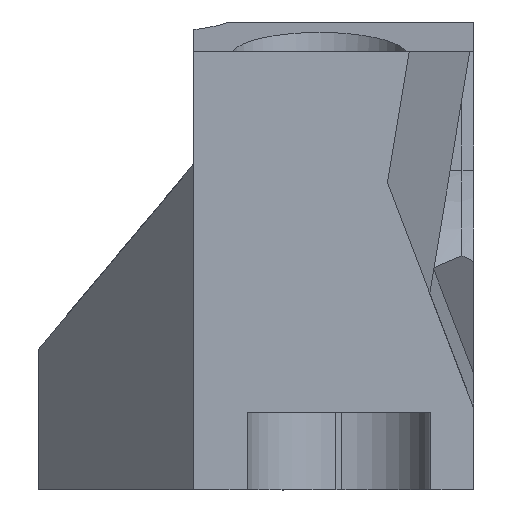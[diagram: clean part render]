
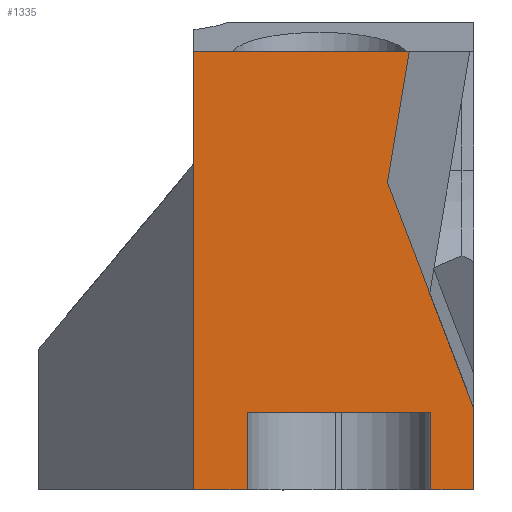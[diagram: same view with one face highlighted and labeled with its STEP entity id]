
A CAD part, front view. The second image highlights one B-rep face of the part: STEP entity #1335.
In plain terms, the highlighted planar face has unit normal (0, -1, 0).
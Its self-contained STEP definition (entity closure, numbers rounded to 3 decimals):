
#91=PLANE('',#1441);
#160=FACE_OUTER_BOUND('',#236,.T.);
#236=EDGE_LOOP('',(#1222,#1223,#1224,#1225,#1226,#1227,#1228,#1229,#1230,
#1231));
#263=LINE('',#1834,#413);
#267=LINE('',#1846,#417);
#275=LINE('',#1865,#425);
#284=LINE('',#1883,#434);
#308=LINE('',#1970,#458);
#313=LINE('',#1979,#463);
#324=LINE('',#2011,#474);
#334=LINE('',#2056,#484);
#350=LINE('',#2322,#500);
#391=LINE('',#2688,#541);
#413=VECTOR('',#1486,10.);
#417=VECTOR('',#1494,10.);
#425=VECTOR('',#1510,10.);
#434=VECTOR('',#1523,10.);
#458=VECTOR('',#1595,10.);
#463=VECTOR('',#1608,10.);
#474=VECTOR('',#1645,10.);
#484=VECTOR('',#1663,10.);
#500=VECTOR('',#1685,10.);
#541=VECTOR('',#1766,10.);
#588=VERTEX_POINT('',#1831);
#589=VERTEX_POINT('',#1833);
#594=VERTEX_POINT('',#1843);
#595=VERTEX_POINT('',#1845);
#602=VERTEX_POINT('',#1864);
#608=VERTEX_POINT('',#1881);
#609=VERTEX_POINT('',#1882);
#644=VERTEX_POINT('',#2010);
#653=VERTEX_POINT('',#2055);
#666=VERTEX_POINT('',#2320);
#715=EDGE_CURVE('',#589,#588,#263,.T.);
#721=EDGE_CURVE('',#595,#594,#267,.T.);
#731=EDGE_CURVE('',#602,#595,#275,.T.);
#740=EDGE_CURVE('',#608,#609,#284,.T.);
#778=EDGE_CURVE('',#594,#608,#308,.T.);
#783=EDGE_CURVE('',#609,#589,#313,.T.);
#798=EDGE_CURVE('',#602,#644,#324,.T.);
#810=EDGE_CURVE('',#644,#653,#334,.T.);
#830=EDGE_CURVE('',#588,#666,#350,.T.);
#876=EDGE_CURVE('',#653,#666,#391,.T.);
#1222=ORIENTED_EDGE('',*,*,#783,.T.);
#1223=ORIENTED_EDGE('',*,*,#715,.T.);
#1224=ORIENTED_EDGE('',*,*,#830,.T.);
#1225=ORIENTED_EDGE('',*,*,#876,.F.);
#1226=ORIENTED_EDGE('',*,*,#810,.F.);
#1227=ORIENTED_EDGE('',*,*,#798,.F.);
#1228=ORIENTED_EDGE('',*,*,#731,.T.);
#1229=ORIENTED_EDGE('',*,*,#721,.T.);
#1230=ORIENTED_EDGE('',*,*,#778,.T.);
#1231=ORIENTED_EDGE('',*,*,#740,.T.);
#1335=ADVANCED_FACE('',(#160),#91,.F.);
#1441=AXIS2_PLACEMENT_3D('',#2689,#1767,#1768);
#1486=DIRECTION('',(1.,0.,0.));
#1494=DIRECTION('',(1.,0.,0.));
#1510=DIRECTION('',(0.,0.,-1.));
#1523=DIRECTION('',(1.,0.,0.));
#1595=DIRECTION('',(0.,0.,1.));
#1608=DIRECTION('',(0.,0.,-1.));
#1645=DIRECTION('',(1.,0.,0.));
#1663=DIRECTION('',(-0.164,0.,-0.987));
#1685=DIRECTION('',(0.,0.,1.));
#1766=DIRECTION('',(0.358,0.,-0.934));
#1767=DIRECTION('center_axis',(0.,1.,0.));
#1768=DIRECTION('ref_axis',(-1.,0.,0.));
#1831=CARTESIAN_POINT('',(21.551,3.527,9.287));
#1833=CARTESIAN_POINT('',(20.1,3.527,9.287));
#1834=CARTESIAN_POINT('',(8.428,3.527,9.287));
#1843=CARTESIAN_POINT('',(13.9,3.527,9.287));
#1845=CARTESIAN_POINT('',(12.1,3.527,9.287));
#1846=CARTESIAN_POINT('',(8.428,3.527,9.287));
#1864=CARTESIAN_POINT('',(12.1,3.527,24.087));
#1865=CARTESIAN_POINT('',(12.1,3.527,24.189));
#1881=CARTESIAN_POINT('',(13.9,3.527,11.887));
#1882=CARTESIAN_POINT('',(20.1,3.527,11.887));
#1883=CARTESIAN_POINT('',(9.249,3.527,11.887));
#1970=CARTESIAN_POINT('',(13.9,3.527,9.53));
#1979=CARTESIAN_POINT('',(20.1,3.527,9.53));
#2010=CARTESIAN_POINT('',(19.372,3.527,24.087));
#2011=CARTESIAN_POINT('',(7.692,3.527,24.087));
#2055=CARTESIAN_POINT('',(18.636,3.527,19.652));
#2056=CARTESIAN_POINT('',(17.418,3.527,12.312));
#2320=CARTESIAN_POINT('',(21.551,3.527,12.054));
#2322=CARTESIAN_POINT('',(21.551,3.527,15.119));
#2688=CARTESIAN_POINT('',(20.897,3.527,13.757));
#2689=CARTESIAN_POINT('Origin',(1.498,3.527,9.773));
